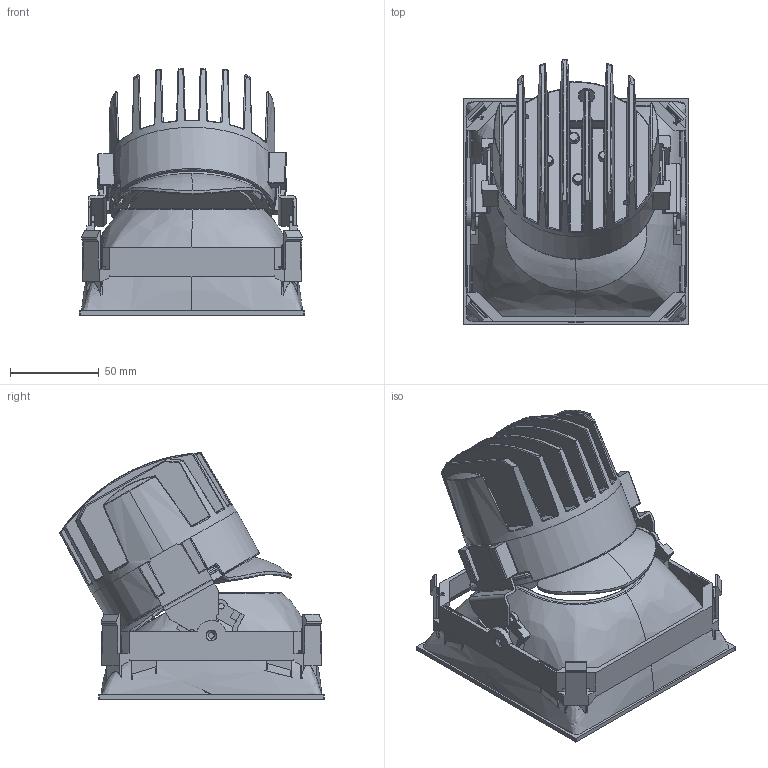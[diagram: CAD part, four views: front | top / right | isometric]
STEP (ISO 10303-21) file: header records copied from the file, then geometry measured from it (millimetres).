
FILE_DESCRIPTION(/* description */ (''),/* implementation_level */ '2;1');
FILE_NAME(/* name */ 'M264205_EVERYTHING 150 SQAURE ADJ TRIMLESS',/* time_stamp */ '2018-04-09T17:06:32+02:00',/* author */ (''),/* organization */ (''),/* preprocessor_version */ 'ST-DEVELOPER v15',/* originating_system */ '',/* authorisation */ '');
FILE_SCHEMA (('CONFIG_CONTROL_DESIGN'));
Products named in the file (3): Document; Blocco 08; Blocco 07
Assembly tree (2 placements, depth 2):
  Document
    Blocco 08
    Blocco 07
Bounding box: 127.2 x 149.15 x 139.04 mm (x, y, z)
Volume: 54923.9 mm3; surface area: 207716.8 mm2
Topology: 5 solids, 20 shells, 1690 faces, 4505 edges, 2630 vertices
Faces by surface type: bspline 1119, plane 571
Entity records: 195939 total; most frequent: CARTESIAN_POINT 171005, ORIENTED_EDGE 8595, EDGE_CURVE 4378, VERTEX_POINT 2635, B_SPLINE_CURVE_WITH_KNOTS 2158, EDGE_LOOP 1718, ADVANCED_FACE 1676, FACE_OUTER_BOUND 1676
